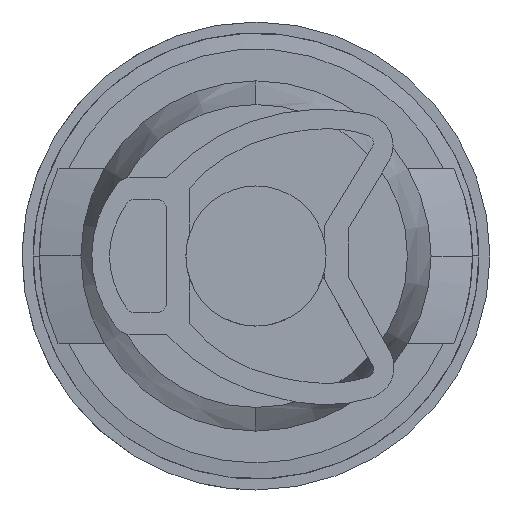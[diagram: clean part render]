
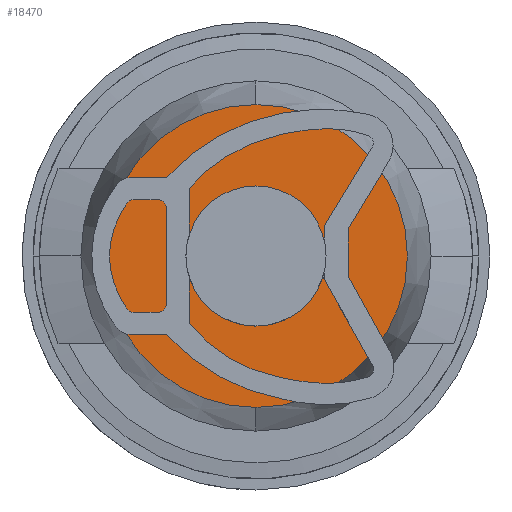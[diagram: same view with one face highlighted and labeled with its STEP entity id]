
A CAD part, left-side view. The second image highlights one B-rep face of the part: STEP entity #18470.
In plain terms, the highlighted face is planar.
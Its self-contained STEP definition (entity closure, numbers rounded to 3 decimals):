
#17330=CARTESIAN_POINT('',(22.021,32.072,34.));
#17340=VERTEX_POINT('',#17330);
#18030=CARTESIAN_POINT('',(18.909,35.184,34.));
#18040=VERTEX_POINT('',#18030);
#18070=CARTESIAN_POINT('',(20.465,33.628,34.));
#18080=DIRECTION('',(0.,0.,1.));
#18090=DIRECTION('',(-0.707,0.707,
0.));
#18100=AXIS2_PLACEMENT_3D('',#18070,#18080,#18090);
#18110=CIRCLE('',#18100,2.2);
#18120=CARTESIAN_POINT('',(19.443,35.577,34.));
#18130=VERTEX_POINT('',#18120);
#18140=EDGE_CURVE('',#18130,#18040,#18110,.T.);
#18160=EDGE_CURVE('',#17340,#18130,#18110,.T.);
#18210=CARTESIAN_POINT('',(18.238,31.401,34.));
#18220=DIRECTION('',(0.,0.,1.));
#18230=DIRECTION('',(-0.707,-0.707,
0.));
#18240=AXIS2_PLACEMENT_3D('',#18210,#18220,#18230);
#18250=PLANE('',#18240);
#18260=ORIENTED_EDGE('',*,*,#18140,.F.);
#18270=EDGE_CURVE('',#18040,#17340,#18110,.T.);
#18280=ORIENTED_EDGE('',*,*,#18270,.F.);
#18290=ORIENTED_EDGE('',*,*,#18160,.F.);
#18300=EDGE_LOOP('',(#18290,#18280,#18260));
#18310=FACE_BOUND('',#18300,.T.);
#18320=CARTESIAN_POINT('',(20.465,33.628,34.));
#18330=DIRECTION('',(0.,0.,-1.));
#18340=DIRECTION('',(0.707,0.707,
0.));
#18350=AXIS2_PLACEMENT_3D('',#18320,#18330,#18340);
#18360=CIRCLE('',#18350,4.756);
#18370=CARTESIAN_POINT('',(23.828,36.991,34.));
#18380=VERTEX_POINT('',#18370);
#18390=CARTESIAN_POINT('',(17.102,30.265,34.));
#18400=VERTEX_POINT('',#18390);
#18410=EDGE_CURVE('',#18380,#18400,#18360,.T.);
#18420=ORIENTED_EDGE('',*,*,#18410,.F.);
#18430=EDGE_CURVE('',#18400,#18380,#18360,.T.);
#18440=ORIENTED_EDGE('',*,*,#18430,.F.);
#18450=EDGE_LOOP('',(#18440,#18420));
#18460=FACE_OUTER_BOUND('',#18450,.T.);
#18470=ADVANCED_FACE('',(#18310,#18460),#18250,.T.);
